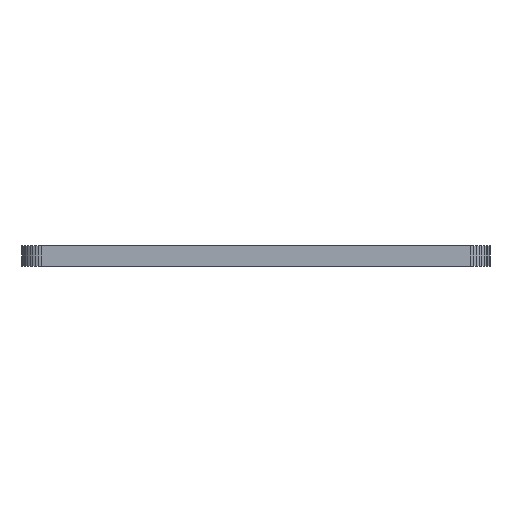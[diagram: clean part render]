
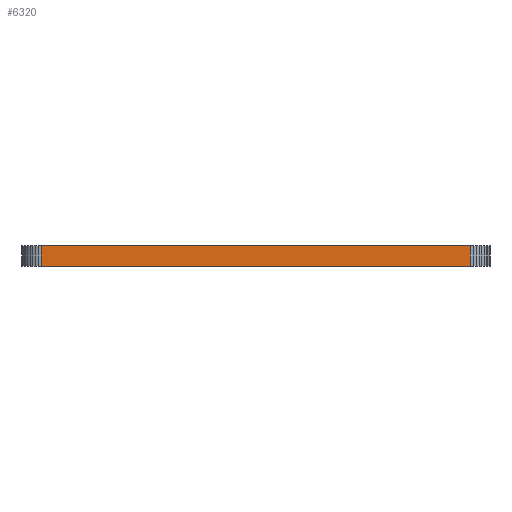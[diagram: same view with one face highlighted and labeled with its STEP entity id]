
A CAD part, front view. The second image highlights one B-rep face of the part: STEP entity #6320.
In plain terms, the highlighted planar face has unit normal (0, -1, 0).
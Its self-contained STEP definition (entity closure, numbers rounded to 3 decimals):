
#90 = PLANE('',#91);
#91 = AXIS2_PLACEMENT_3D('',#92,#93,#94);
#92 = CARTESIAN_POINT('',(9.,17.,1.6));
#93 = DIRECTION('',(-0.,-0.,-1.));
#94 = DIRECTION('',(-1.,0.,0.));
#144 = PLANE('',#145);
#145 = AXIS2_PLACEMENT_3D('',#146,#147,#148);
#146 = CARTESIAN_POINT('',(9.,17.,0.));
#147 = DIRECTION('',(-0.,-0.,-1.));
#148 = DIRECTION('',(-1.,0.,0.));
#785 = VERTEX_POINT('',#786);
#786 = CARTESIAN_POINT('',(25.5,-8.5,0.));
#800 = PLANE('',#801);
#801 = AXIS2_PLACEMENT_3D('',#802,#803,#804);
#802 = CARTESIAN_POINT('',(25.735,-8.482,0.));
#803 = DIRECTION('',(0.078,-0.997,0.));
#804 = DIRECTION('',(-0.997,-0.078,0.));
#812 = EDGE_CURVE('',#785,#813,#815,.T.);
#813 = VERTEX_POINT('',#814);
#814 = CARTESIAN_POINT('',(-7.5,-8.5,0.));
#815 = SURFACE_CURVE('',#816,(#820,#827),.PCURVE_S1.);
#816 = LINE('',#817,#818);
#817 = CARTESIAN_POINT('',(25.5,-8.5,0.));
#818 = VECTOR('',#819,1.);
#819 = DIRECTION('',(-1.,0.,0.));
#820 = PCURVE('',#144,#821);
#821 = DEFINITIONAL_REPRESENTATION('',(#822),#826);
#822 = LINE('',#823,#824);
#823 = CARTESIAN_POINT('',(-16.5,-25.5));
#824 = VECTOR('',#825,1.);
#825 = DIRECTION('',(1.,0.));
#826 = ( GEOMETRIC_REPRESENTATION_CONTEXT(2) 
PARAMETRIC_REPRESENTATION_CONTEXT() REPRESENTATION_CONTEXT('2D SPACE',''
  ) );
#827 = PCURVE('',#828,#833);
#828 = PLANE('',#829);
#829 = AXIS2_PLACEMENT_3D('',#830,#831,#832);
#830 = CARTESIAN_POINT('',(25.5,-8.5,0.));
#831 = DIRECTION('',(0.,-1.,0.));
#832 = DIRECTION('',(-1.,0.,0.));
#833 = DEFINITIONAL_REPRESENTATION('',(#834),#838);
#834 = LINE('',#835,#836);
#835 = CARTESIAN_POINT('',(0.,-0.));
#836 = VECTOR('',#837,1.);
#837 = DIRECTION('',(1.,0.));
#838 = ( GEOMETRIC_REPRESENTATION_CONTEXT(2) 
PARAMETRIC_REPRESENTATION_CONTEXT() REPRESENTATION_CONTEXT('2D SPACE',''
  ) );
#856 = PLANE('',#857);
#857 = AXIS2_PLACEMENT_3D('',#858,#859,#860);
#858 = CARTESIAN_POINT('',(-7.5,-8.5,0.));
#859 = DIRECTION('',(-0.078,-0.997,0.));
#860 = DIRECTION('',(-0.997,0.078,0.));
#3422 = VERTEX_POINT('',#3423);
#3423 = CARTESIAN_POINT('',(25.5,-8.5,1.6));
#3444 = EDGE_CURVE('',#3422,#3445,#3447,.T.);
#3445 = VERTEX_POINT('',#3446);
#3446 = CARTESIAN_POINT('',(-7.5,-8.5,1.6));
#3447 = SURFACE_CURVE('',#3448,(#3452,#3459),.PCURVE_S1.);
#3448 = LINE('',#3449,#3450);
#3449 = CARTESIAN_POINT('',(25.5,-8.5,1.6));
#3450 = VECTOR('',#3451,1.);
#3451 = DIRECTION('',(-1.,0.,0.));
#3452 = PCURVE('',#90,#3453);
#3453 = DEFINITIONAL_REPRESENTATION('',(#3454),#3458);
#3454 = LINE('',#3455,#3456);
#3455 = CARTESIAN_POINT('',(-16.5,-25.5));
#3456 = VECTOR('',#3457,1.);
#3457 = DIRECTION('',(1.,0.));
#3458 = ( GEOMETRIC_REPRESENTATION_CONTEXT(2) 
PARAMETRIC_REPRESENTATION_CONTEXT() REPRESENTATION_CONTEXT('2D SPACE',''
  ) );
#3459 = PCURVE('',#828,#3460);
#3460 = DEFINITIONAL_REPRESENTATION('',(#3461),#3465);
#3461 = LINE('',#3462,#3463);
#3462 = CARTESIAN_POINT('',(0.,-1.6));
#3463 = VECTOR('',#3464,1.);
#3464 = DIRECTION('',(1.,0.));
#3465 = ( GEOMETRIC_REPRESENTATION_CONTEXT(2) 
PARAMETRIC_REPRESENTATION_CONTEXT() REPRESENTATION_CONTEXT('2D SPACE',''
  ) );
#6272 = EDGE_CURVE('',#785,#3422,#6273,.T.);
#6273 = SURFACE_CURVE('',#6274,(#6278,#6285),.PCURVE_S1.);
#6274 = LINE('',#6275,#6276);
#6275 = CARTESIAN_POINT('',(25.5,-8.5,0.));
#6276 = VECTOR('',#6277,1.);
#6277 = DIRECTION('',(0.,0.,1.));
#6278 = PCURVE('',#800,#6279);
#6279 = DEFINITIONAL_REPRESENTATION('',(#6280),#6284);
#6280 = LINE('',#6281,#6282);
#6281 = CARTESIAN_POINT('',(0.235,0.));
#6282 = VECTOR('',#6283,1.);
#6283 = DIRECTION('',(0.,-1.));
#6284 = ( GEOMETRIC_REPRESENTATION_CONTEXT(2) 
PARAMETRIC_REPRESENTATION_CONTEXT() REPRESENTATION_CONTEXT('2D SPACE',''
  ) );
#6285 = PCURVE('',#828,#6286);
#6286 = DEFINITIONAL_REPRESENTATION('',(#6287),#6291);
#6287 = LINE('',#6288,#6289);
#6288 = CARTESIAN_POINT('',(0.,-0.));
#6289 = VECTOR('',#6290,1.);
#6290 = DIRECTION('',(0.,-1.));
#6291 = ( GEOMETRIC_REPRESENTATION_CONTEXT(2) 
PARAMETRIC_REPRESENTATION_CONTEXT() REPRESENTATION_CONTEXT('2D SPACE',''
  ) );
#6320 = ADVANCED_FACE('',(#6321),#828,.T.);
#6321 = FACE_BOUND('',#6322,.T.);
#6322 = EDGE_LOOP('',(#6323,#6324,#6325,#6346));
#6323 = ORIENTED_EDGE('',*,*,#6272,.T.);
#6324 = ORIENTED_EDGE('',*,*,#3444,.T.);
#6325 = ORIENTED_EDGE('',*,*,#6326,.F.);
#6326 = EDGE_CURVE('',#813,#3445,#6327,.T.);
#6327 = SURFACE_CURVE('',#6328,(#6332,#6339),.PCURVE_S1.);
#6328 = LINE('',#6329,#6330);
#6329 = CARTESIAN_POINT('',(-7.5,-8.5,0.));
#6330 = VECTOR('',#6331,1.);
#6331 = DIRECTION('',(0.,0.,1.));
#6332 = PCURVE('',#828,#6333);
#6333 = DEFINITIONAL_REPRESENTATION('',(#6334),#6338);
#6334 = LINE('',#6335,#6336);
#6335 = CARTESIAN_POINT('',(33.,0.));
#6336 = VECTOR('',#6337,1.);
#6337 = DIRECTION('',(0.,-1.));
#6338 = ( GEOMETRIC_REPRESENTATION_CONTEXT(2) 
PARAMETRIC_REPRESENTATION_CONTEXT() REPRESENTATION_CONTEXT('2D SPACE',''
  ) );
#6339 = PCURVE('',#856,#6340);
#6340 = DEFINITIONAL_REPRESENTATION('',(#6341),#6345);
#6341 = LINE('',#6342,#6343);
#6342 = CARTESIAN_POINT('',(0.,0.));
#6343 = VECTOR('',#6344,1.);
#6344 = DIRECTION('',(0.,-1.));
#6345 = ( GEOMETRIC_REPRESENTATION_CONTEXT(2) 
PARAMETRIC_REPRESENTATION_CONTEXT() REPRESENTATION_CONTEXT('2D SPACE',''
  ) );
#6346 = ORIENTED_EDGE('',*,*,#812,.F.);
